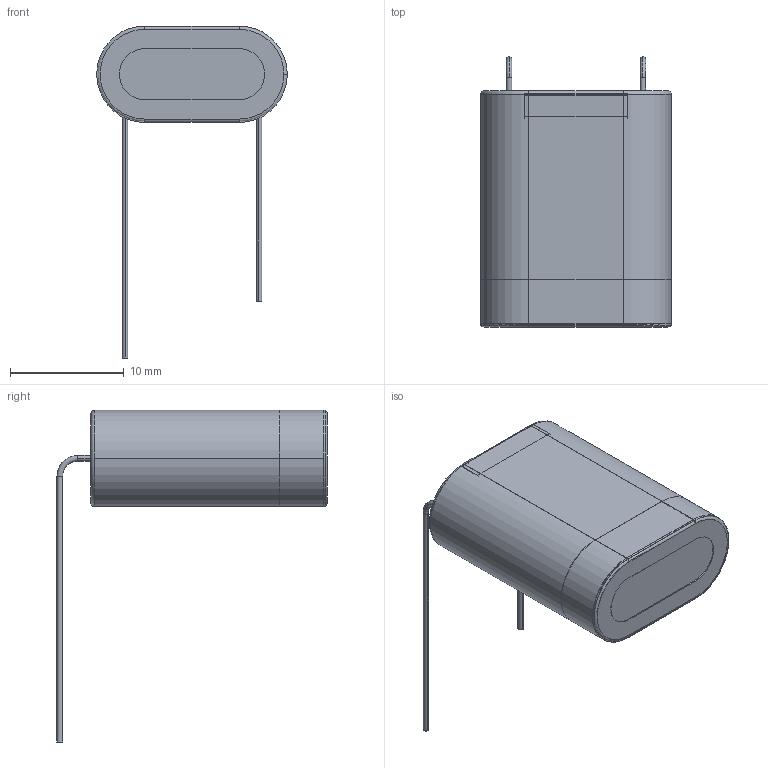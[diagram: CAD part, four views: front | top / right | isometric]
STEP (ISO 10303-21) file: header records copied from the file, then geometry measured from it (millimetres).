
FILE_DESCRIPTION (( 'STEP AP214' ), '1' );
FILE_NAME ('S-pack _ 0820H PHV.STEP', '2016-09-09T02:00:00', ( '' ), ( '' ), 'SwSTEP 2.0', 'SolidWorks 2013', '' );
FILE_SCHEMA (( 'AUTOMOTIVE_DESIGN' ));
Length unit declared in the file: millimetre
Products named in the file (1): S-pack _ 0820H PHV
Bounding box: 16.8 x 23.8 x 29.25 mm (x, y, z)
Volume: 209.7 mm3; surface area: 4160.5 mm2
Topology: 14 solids, 14 shells, 655 faces, 1732 edges, 1148 vertices
Faces by surface type: plane 381, bspline 159, cylinder 99, torus 16
Entity records: 35992 total; most frequent: CARTESIAN_POINT 13175, ORIENTED_EDGE 3464, DIRECTION 2634, EDGE_CURVE 1732, LINE 1188, VECTOR 1188, VERTEX_POINT 1148, EDGE_LOOP 748
